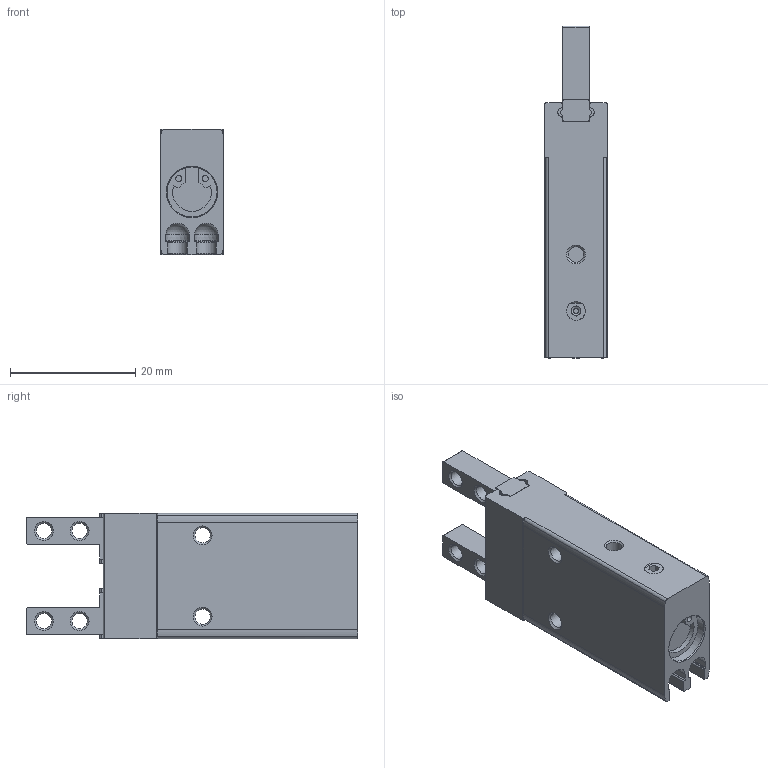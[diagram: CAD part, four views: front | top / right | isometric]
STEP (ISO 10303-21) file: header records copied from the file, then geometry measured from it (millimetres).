
FILE_DESCRIPTION(/* description */ ('STEP AP214'),/* implementation_level */ '2;1');
FILE_NAME(/* name */ '8116742_DHPC-6-A-NO-S-1',/* time_stamp */ '2024-08-19T19:18:13+02:00',/* author */ ('License CC BY-ND 4.0'),/* organization */ ('CADENAS'),/* preprocessor_version */ 'ST-DEVELOPER v19.3',/* originating_system */ 'PARTsolutions',/* authorisation */ ' ');
FILE_SCHEMA (('AUTOMOTIVE_DESIGN {1 0 10303 214 3 1 1}'));
Length unit declared in the file: millimetre
Products named in the file (4): 8116742 DHPC-6-A-NO-S-1---(1high); 8116728 DHPC-6-A-NO-S-1---(highG); 8105682 DHPC-6-A-1---(high); 398225 M3-0.8---(high)
Assembly tree (4 placements, depth 2):
  8116742 DHPC-6-A-NO-S-1---(1high)
    8116728 DHPC-6-A-NO-S-1---(highG)
    8105682 DHPC-6-A-1---(high)  x2
    398225 M3-0.8---(high)
Bounding box: 10 x 53 x 20 mm (x, y, z)
Volume: 7489.7 mm3; surface area: 4524.2 mm2
Topology: 4 solids, 4 shells, 273 faces, 720 edges, 464 vertices
Faces by surface type: plane 139, cylinder 105, cone 21, torus 6, sphere 2
Full cylindrical faces by diameter (mm): 0.8 x1, 1 x2, 1.567 x2, 2.459 x8, 3 x1, 8 x1
Entity records: 6234 total; most frequent: DIRECTION 1115, CARTESIAN_POINT 1047, ORIENTED_EDGE 998, EDGE_CURVE 499, AXIS2_PLACEMENT_3D 404, VERTEX_POINT 336, LINE 307, VECTOR 307
